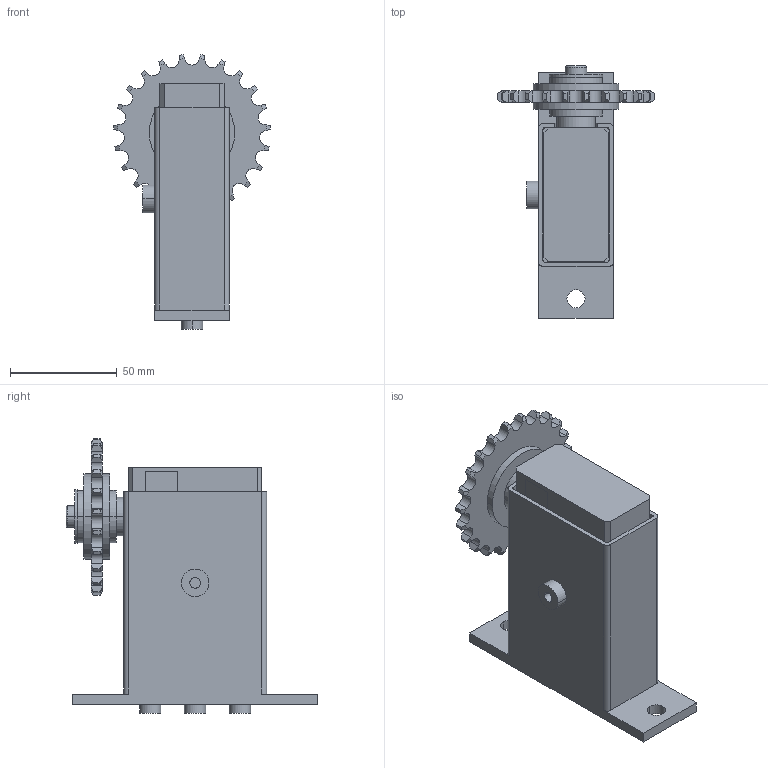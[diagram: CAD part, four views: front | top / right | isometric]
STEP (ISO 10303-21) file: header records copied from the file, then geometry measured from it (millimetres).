
FILE_DESCRIPTION(('STEP AP214'),'1');
FILE_NAME('cctmp_DA517009-1F46-4DC8-891A-5E6C6C7B8BE3_2023_6_23_12_18_34_610..stp','2023-06-23T10:18:34',('Murtfeldt Kunststoffe GmbH & Co.KG'),('CADClick - www.CADClick.com'),'Spatial InterOp 3D',' ','unknown authorization');
FILE_SCHEMA(('AUTOMOTIVE_DESIGN'));
Length unit declared in the file: millimetre
Products named in the file (1): 1
Bounding box: 73.33 x 117.9 x 128.47 mm (x, y, z)
Volume: 264501.8 mm3; surface area: 81880.7 mm2
Topology: 5 solids, 7 shells, 274 faces, 721 edges, 476 vertices
Faces by surface type: plane 123, cylinder 95, cone 52, torus 4
Entity records: 10670 total; most frequent: CARTESIAN_POINT 1658, ORIENTED_EDGE 1438, DIRECTION 1432, EDGE_CURVE 719, AXIS2_PLACEMENT_3D 526, VERTEX_POINT 476, LINE 380, VECTOR 380
